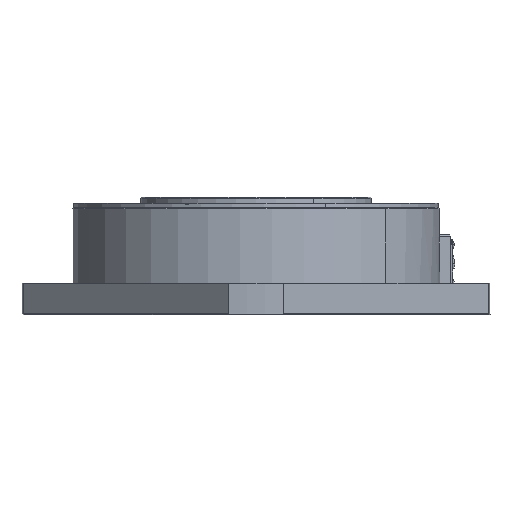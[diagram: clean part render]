
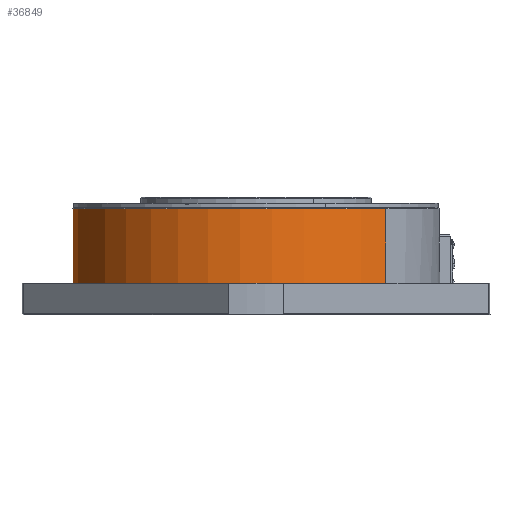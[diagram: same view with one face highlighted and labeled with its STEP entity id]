
A CAD part, left-side view. The second image highlights one B-rep face of the part: STEP entity #36849.
In plain terms, the highlighted cylindrical face has radius 87.5 mm (diameter 175 mm), a partial arc.
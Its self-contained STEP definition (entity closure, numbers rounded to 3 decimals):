
#1245 = DIRECTION ( 'NONE',  ( 0.707, 0.707, 0. ) ) ;
#1509 = CARTESIAN_POINT ( 'NONE',  ( 61.872, 61.872, 14.5 ) ) ;
#2214 = EDGE_CURVE ( 'NONE', #7613, #20224, #16217, .T. ) ;
#2785 = CARTESIAN_POINT ( 'NONE',  ( -61.872, -61.872, 14.5 ) ) ;
#3807 = CARTESIAN_POINT ( 'NONE',  ( 61.872, 61.872, 14.5 ) ) ;
#3897 = CARTESIAN_POINT ( 'NONE',  ( 0., 0., 14.5 ) ) ;
#5541 = VERTEX_POINT ( 'NONE', #11070 ) ;
#5598 = AXIS2_PLACEMENT_3D ( 'NONE', #32693, #28355, #45991 ) ;
#7150 = EDGE_CURVE ( 'NONE', #16256, #5541, #37020, .T. ) ;
#7613 = VERTEX_POINT ( 'NONE', #2785 ) ;
#8417 = EDGE_CURVE ( 'NONE', #16256, #51883, #24362, .T. ) ;
#11070 = CARTESIAN_POINT ( 'NONE',  ( -61.872, 61.872, 14.5 ) ) ;
#11556 = ORIENTED_EDGE ( 'NONE', *, *, #56192, .T. ) ;
#13043 = ORIENTED_EDGE ( 'NONE', *, *, #8417, .F. ) ;
#16217 = LINE ( 'NONE', #19992, #52748 ) ;
#16256 = VERTEX_POINT ( 'NONE', #3807 ) ;
#16270 = CARTESIAN_POINT ( 'NONE',  ( -61.872, -61.872, 50. ) ) ;
#17886 = AXIS2_PLACEMENT_3D ( 'NONE', #3897, #52526, #48176 ) ;
#19992 = CARTESIAN_POINT ( 'NONE',  ( -61.872, -61.872, 14.5 ) ) ;
#20224 = VERTEX_POINT ( 'NONE', #16270 ) ;
#20864 = DIRECTION ( 'NONE',  ( 0., 0., 1. ) ) ;
#23514 = FACE_OUTER_BOUND ( 'NONE', #35359, .T. ) ;
#23734 = AXIS2_PLACEMENT_3D ( 'NONE', #30141, #20864, #38237 ) ;
#24362 = LINE ( 'NONE', #1509, #27771 ) ;
#27153 = ORIENTED_EDGE ( 'NONE', *, *, #7150, .T. ) ;
#27618 = ORIENTED_EDGE ( 'NONE', *, *, #33695, .T. ) ;
#27771 = VECTOR ( 'NONE', #37671, 1000. ) ;
#28355 = DIRECTION ( 'NONE',  ( 0., 0., 1. ) ) ;
#29242 = DIRECTION ( 'NONE',  ( 0., 0., 1. ) ) ;
#30141 = CARTESIAN_POINT ( 'NONE',  ( 0., 0., 14.5 ) ) ;
#32693 = CARTESIAN_POINT ( 'NONE',  ( 0., 0., 14.5 ) ) ;
#33695 = EDGE_CURVE ( 'NONE', #5541, #7613, #39141, .T. ) ;
#35359 = EDGE_LOOP ( 'NONE', ( #13043, #27153, #27618, #56105, #11556 ) ) ;
#36701 = AXIS2_PLACEMENT_3D ( 'NONE', #53633, #49297, #1245 ) ;
#36849 = ADVANCED_FACE ( 'NONE', ( #23514 ), #54775, .T. ) ;
#37020 = CIRCLE ( 'NONE', #5598, 87.5 ) ;
#37671 = DIRECTION ( 'NONE',  ( 0., 0., 1. ) ) ;
#38237 = DIRECTION ( 'NONE',  ( -0.707, -0.707, 0. ) ) ;
#39141 = CIRCLE ( 'NONE', #17886, 87.5 ) ;
#45991 = DIRECTION ( 'NONE',  ( -0.707, -0.707, 0. ) ) ;
#48119 = CARTESIAN_POINT ( 'NONE',  ( 61.872, 61.872, 50. ) ) ;
#48176 = DIRECTION ( 'NONE',  ( -0.707, -0.707, 0. ) ) ;
#49297 = DIRECTION ( 'NONE',  ( 0., 0., -1. ) ) ;
#51883 = VERTEX_POINT ( 'NONE', #48119 ) ;
#52435 = CIRCLE ( 'NONE', #36701, 87.5 ) ;
#52526 = DIRECTION ( 'NONE',  ( 0., 0., 1. ) ) ;
#52748 = VECTOR ( 'NONE', #29242, 1000. ) ;
#53633 = CARTESIAN_POINT ( 'NONE',  ( 0., 0., 50. ) ) ;
#54775 = CYLINDRICAL_SURFACE ( 'NONE', #23734, 87.5 ) ;
#56105 = ORIENTED_EDGE ( 'NONE', *, *, #2214, .T. ) ;
#56192 = EDGE_CURVE ( 'NONE', #20224, #51883, #52435, .T. ) ;
